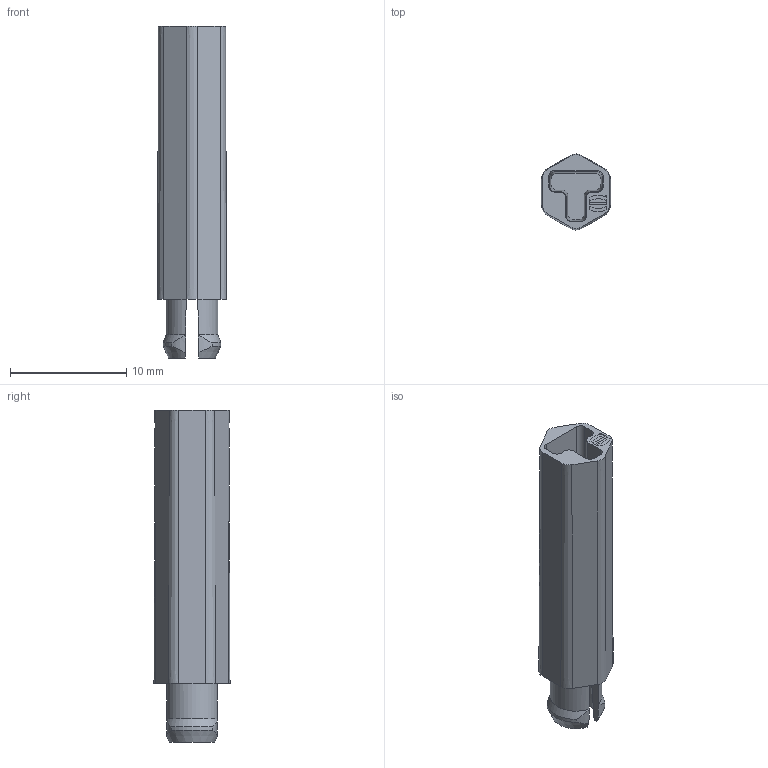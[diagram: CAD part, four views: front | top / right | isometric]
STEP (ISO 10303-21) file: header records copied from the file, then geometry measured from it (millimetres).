
FILE_DESCRIPTION(/* description */ (''),/* implementation_level */ '2;1');
FILE_NAME(/* name */ '100102380ugm000_b.stp',/* time_stamp */ '2018-04-17T14:31:59+02:00',/* author */ (''),/* organization */ (''),/* preprocessor_version */ 'ST-DEVELOPER v16',/* originating_system */ 'SIEMENS PLM Software NX 10.0',/* authorisation */ '');
FILE_SCHEMA (('AUTOMOTIVE_DESIGN { 1 0 10303 214 3 1 1 1 }'));
Length unit declared in the file: millimetre
Products named in the file (1): 100102380ugm000_b
Bounding box: 5.94 x 6.54 x 28.55 mm (x, y, z)
Volume: 468.4 mm3; surface area: 970.5 mm2
Topology: 1 solids, 1 shells, 71 faces, 195 edges, 135 vertices
Faces by surface type: plane 35, cylinder 24, cone 12
Entity records: 2863 total; most frequent: CARTESIAN_POINT 462, ORIENTED_EDGE 390, DIRECTION 390, EDGE_CURVE 195, AXIS2_PLACEMENT_3D 139, VERTEX_POINT 133, LINE 112, VECTOR 112
